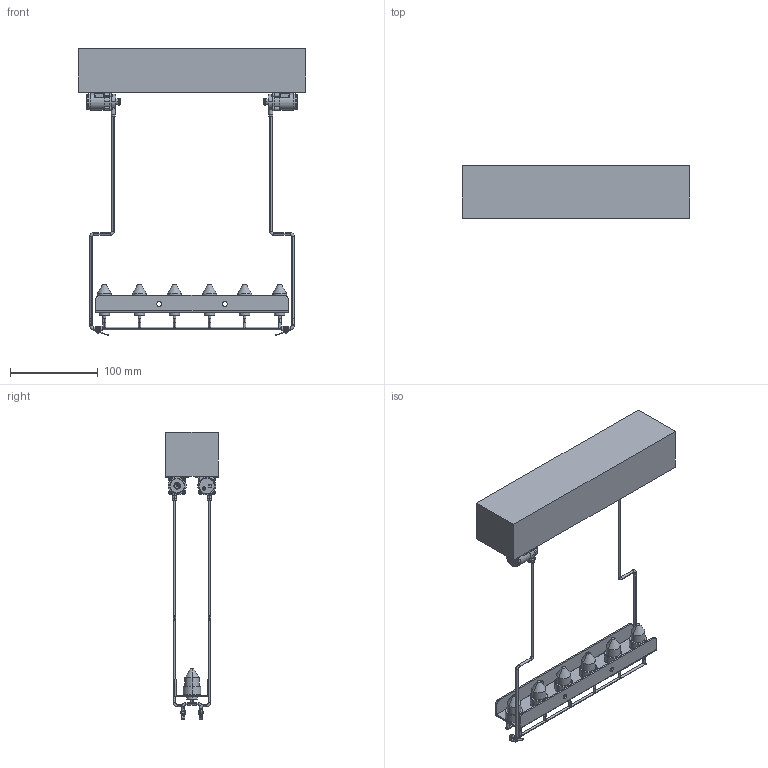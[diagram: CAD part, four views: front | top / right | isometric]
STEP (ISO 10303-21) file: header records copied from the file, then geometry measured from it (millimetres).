
FILE_DESCRIPTION (( 'STEP AP214' ), '1' );
FILE_NAME ('覽蝶驗芛蚾饜11.STEP', '2025-09-28T13:22:35', ( '' ), ( '' ), 'SwSTEP 2.0', 'SolidWorks 2024', '' );
FILE_SCHEMA (( 'AUTOMOTIVE_DESIGN' ));
Length unit declared in the file: millimetre
Products named in the file (7): FSAFSADFSDGHYTJKMYLKJL;U11_默认<按加工>; ZGP3501-2直流无刷超静音泵[ZGP3501-2]_ZGP3501-2; 凝胶喷头装配11; 喷头11111_默认<按加工>; ASFSAFASFASFS11; 撒发生手动阀发射点发; 两片式球阀
Assembly tree (14 placements, depth 2):
  凝胶喷头装配11
    ASFSAFASFASFS11
    喷头11111_默认<按加工>  x6
    FSAFSADFSDGHYTJKMYLKJL;U11_默认<按加工>  x2
    撒发生手动阀发射点发
    ZGP3501-2直流无刷超静音泵[ZGP3501-2]_ZGP3501-2  x2
    两片式球阀  x2
Bounding box: 260 x 59.7 x 327.39 mm (x, y, z)
Volume: 241845.2 mm3; surface area: 165005.5 mm2
Topology: 82 solids, 82 shells, 1575 faces, 3486 edges, 2138 vertices
Faces by surface type: cylinder 564, plane 535, torus 352, cone 52, bspline 48, sphere 24
Entity records: 23167 total; most frequent: CARTESIAN_POINT 4975, DIRECTION 4099, ORIENTED_EDGE 3434, EDGE_CURVE 1717, AXIS2_PLACEMENT_3D 1710, VERTEX_POINT 1057, CIRCLE 953, EDGE_LOOP 830
